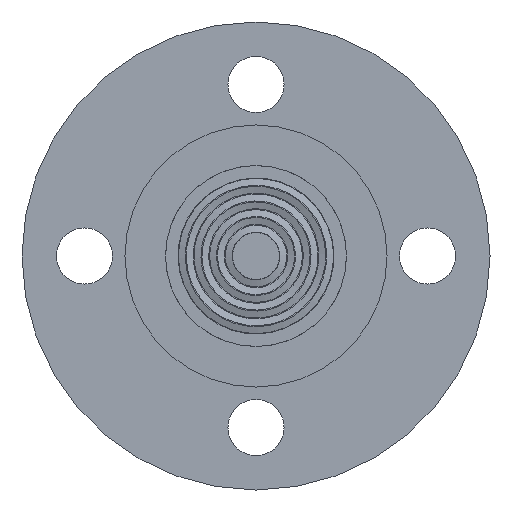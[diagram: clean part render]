
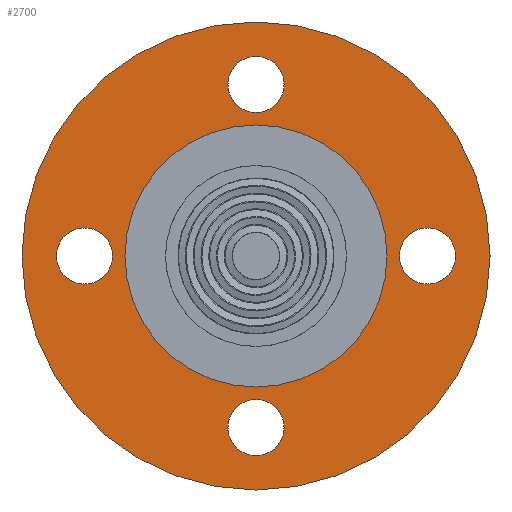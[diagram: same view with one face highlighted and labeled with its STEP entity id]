
A CAD part, front view. The second image highlights one B-rep face of the part: STEP entity #2700.
In plain terms, the highlighted planar face has unit normal (0, -1, 0).
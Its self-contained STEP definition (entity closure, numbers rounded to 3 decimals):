
#140=CIRCLE('',#2927,9.);
#141=CIRCLE('',#2929,9.);
#142=CIRCLE('',#2931,9.);
#143=CIRCLE('',#2933,9.);
#149=CIRCLE('',#2944,42.);
#150=CIRCLE('',#2947,75.);
#296=FACE_BOUND('',#579,.T.);
#297=FACE_BOUND('',#580,.T.);
#298=FACE_BOUND('',#581,.T.);
#299=FACE_BOUND('',#582,.T.);
#300=FACE_BOUND('',#583,.T.);
#404=FACE_OUTER_BOUND('',#578,.T.);
#578=EDGE_LOOP('',(#2245));
#579=EDGE_LOOP('',(#2246));
#580=EDGE_LOOP('',(#2247));
#581=EDGE_LOOP('',(#2248));
#582=EDGE_LOOP('',(#2249));
#583=EDGE_LOOP('',(#2250));
#1232=VERTEX_POINT('',#4849);
#1233=VERTEX_POINT('',#4853);
#1234=VERTEX_POINT('',#4857);
#1235=VERTEX_POINT('',#4861);
#1241=VERTEX_POINT('',#4882);
#1242=VERTEX_POINT('',#4887);
#1578=EDGE_CURVE('',#1232,#1232,#140,.T.);
#1580=EDGE_CURVE('',#1233,#1233,#141,.T.);
#1582=EDGE_CURVE('',#1234,#1234,#142,.T.);
#1584=EDGE_CURVE('',#1235,#1235,#143,.T.);
#1594=EDGE_CURVE('',#1241,#1241,#149,.T.);
#1596=EDGE_CURVE('',#1242,#1242,#150,.T.);
#2245=ORIENTED_EDGE('',*,*,#1596,.T.);
#2246=ORIENTED_EDGE('',*,*,#1578,.T.);
#2247=ORIENTED_EDGE('',*,*,#1580,.T.);
#2248=ORIENTED_EDGE('',*,*,#1582,.T.);
#2249=ORIENTED_EDGE('',*,*,#1584,.T.);
#2250=ORIENTED_EDGE('',*,*,#1594,.T.);
#2585=PLANE('',#2948);
#2700=ADVANCED_FACE('',(#404,#296,#297,#298,#299,#300),#2585,.F.);
#2927=AXIS2_PLACEMENT_3D('',#4851,#3569,#3570);
#2929=AXIS2_PLACEMENT_3D('',#4855,#3574,#3575);
#2931=AXIS2_PLACEMENT_3D('',#4859,#3579,#3580);
#2933=AXIS2_PLACEMENT_3D('',#4863,#3584,#3585);
#2944=AXIS2_PLACEMENT_3D('',#4884,#3610,#3611);
#2947=AXIS2_PLACEMENT_3D('',#4889,#3617,#3618);
#2948=AXIS2_PLACEMENT_3D('',#4890,#3619,#3620);
#3569=DIRECTION('center_axis',(0.,1.,0.));
#3570=DIRECTION('ref_axis',(0.,0.,-1.));
#3574=DIRECTION('center_axis',(0.,1.,0.));
#3575=DIRECTION('ref_axis',(1.,0.,0.));
#3579=DIRECTION('center_axis',(0.,1.,0.));
#3580=DIRECTION('ref_axis',(0.,0.,1.));
#3584=DIRECTION('center_axis',(0.,1.,0.));
#3585=DIRECTION('ref_axis',(-1.,0.,0.));
#3610=DIRECTION('center_axis',(0.,1.,0.));
#3611=DIRECTION('ref_axis',(-1.,0.,0.));
#3617=DIRECTION('center_axis',(0.,-1.,0.));
#3618=DIRECTION('ref_axis',(1.,0.,0.));
#3619=DIRECTION('center_axis',(0.,1.,0.));
#3620=DIRECTION('ref_axis',(0.,0.,1.));
#4849=CARTESIAN_POINT('',(-55.,0.,9.));
#4851=CARTESIAN_POINT('Origin',(-55.,0.,0.));
#4853=CARTESIAN_POINT('',(-9.,0.,-55.));
#4855=CARTESIAN_POINT('Origin',(0.,0.,-55.));
#4857=CARTESIAN_POINT('',(55.,0.,-9.));
#4859=CARTESIAN_POINT('Origin',(55.,0.,0.));
#4861=CARTESIAN_POINT('',(9.,0.,55.));
#4863=CARTESIAN_POINT('Origin',(0.,0.,55.));
#4882=CARTESIAN_POINT('',(42.,0.,0.));
#4884=CARTESIAN_POINT('Origin',(0.,0.,0.));
#4887=CARTESIAN_POINT('',(-75.,0.,0.));
#4889=CARTESIAN_POINT('Origin',(0.,0.,0.));
#4890=CARTESIAN_POINT('Origin',(0.,0.,0.));
